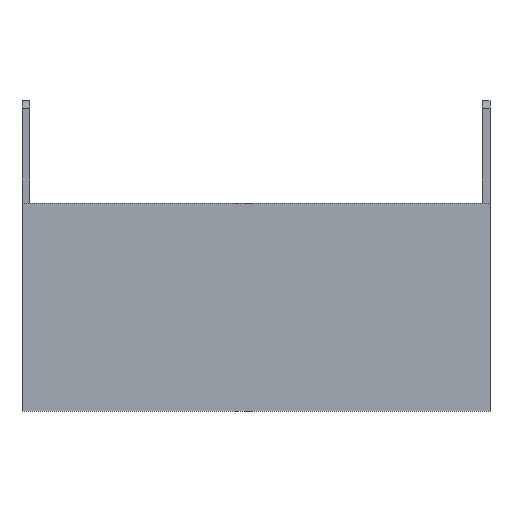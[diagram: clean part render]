
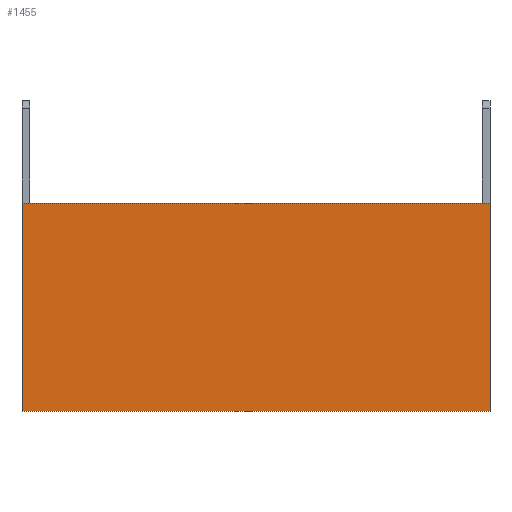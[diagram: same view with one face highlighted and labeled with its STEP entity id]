
A CAD part, front view. The second image highlights one B-rep face of the part: STEP entity #1455.
In plain terms, the highlighted planar face has unit normal (0, -1, 0).
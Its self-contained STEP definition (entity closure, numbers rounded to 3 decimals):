
#25 = CARTESIAN_POINT ( 'NONE',  ( 1798.93, 0., 0. ) ) ;
#90 = CARTESIAN_POINT ( 'NONE',  ( 1798.93, 0., 0. ) ) ;
#122 = LINE ( 'NONE', #256, #875 ) ;
#216 = DIRECTION ( 'NONE',  ( 0., 1., 0. ) ) ;
#234 = LINE ( 'NONE', #1135, #1127 ) ;
#256 = CARTESIAN_POINT ( 'NONE',  ( 1798.93, 0., 0. ) ) ;
#386 = ORIENTED_EDGE ( 'NONE', *, *, #1163, .T. ) ;
#426 = AXIS2_PLACEMENT_3D ( 'NONE', #90, #216, #740 ) ;
#428 = VERTEX_POINT ( 'NONE', #668 ) ;
#668 = CARTESIAN_POINT ( 'NONE',  ( 0., 0., 0. ) ) ;
#740 = DIRECTION ( 'NONE',  ( 0., 0., 1. ) ) ;
#782 = CARTESIAN_POINT ( 'NONE',  ( 0., 0., -800. ) ) ;
#804 = EDGE_CURVE ( 'NONE', #979, #1630, #1316, .T. ) ;
#875 = VECTOR ( 'NONE', #1425, 1000. ) ;
#880 = DIRECTION ( 'NONE',  ( 0., 0., -1. ) ) ;
#979 = VERTEX_POINT ( 'NONE', #1483 ) ;
#1127 = VECTOR ( 'NONE', #880, 1000. ) ;
#1135 = CARTESIAN_POINT ( 'NONE',  ( 0., 0., 0. ) ) ;
#1163 = EDGE_CURVE ( 'NONE', #428, #1630, #234, .T. ) ;
#1167 = VERTEX_POINT ( 'NONE', #1394 ) ;
#1178 = DIRECTION ( 'NONE',  ( -1., 0., 0. ) ) ;
#1207 = LINE ( 'NONE', #25, #1659 ) ;
#1316 = LINE ( 'NONE', #1575, #1376 ) ;
#1324 = EDGE_LOOP ( 'NONE', ( #386, #1487, #1410, #1523 ) ) ;
#1326 = DIRECTION ( 'NONE',  ( 0., 0., -1. ) ) ;
#1376 = VECTOR ( 'NONE', #1178, 1000. ) ;
#1392 = EDGE_CURVE ( 'NONE', #1167, #979, #1207, .T. ) ;
#1394 = CARTESIAN_POINT ( 'NONE',  ( 1798.93, 0., 0. ) ) ;
#1410 = ORIENTED_EDGE ( 'NONE', *, *, #1392, .F. ) ;
#1425 = DIRECTION ( 'NONE',  ( -1., 0., 0. ) ) ;
#1455 = ADVANCED_FACE ( 'NONE', ( #1503 ), #1614, .F. ) ;
#1483 = CARTESIAN_POINT ( 'NONE',  ( 1798.93, 0., -800. ) ) ;
#1487 = ORIENTED_EDGE ( 'NONE', *, *, #804, .F. ) ;
#1503 = FACE_OUTER_BOUND ( 'NONE', #1324, .T. ) ;
#1523 = ORIENTED_EDGE ( 'NONE', *, *, #1610, .T. ) ;
#1575 = CARTESIAN_POINT ( 'NONE',  ( 1798.93, 0., -800. ) ) ;
#1610 = EDGE_CURVE ( 'NONE', #1167, #428, #122, .T. ) ;
#1614 = PLANE ( 'NONE',  #426 ) ;
#1630 = VERTEX_POINT ( 'NONE', #782 ) ;
#1659 = VECTOR ( 'NONE', #1326, 1000. ) ;
